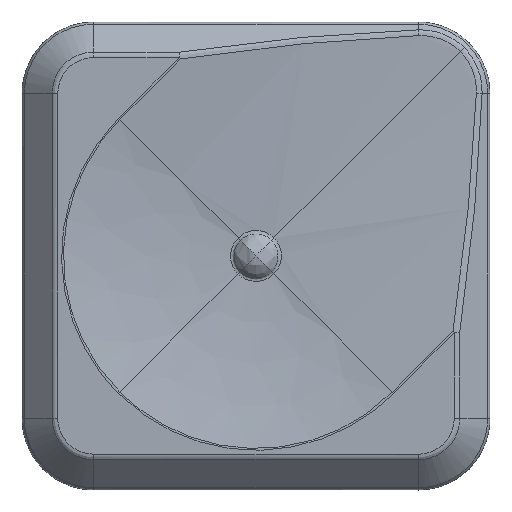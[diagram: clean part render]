
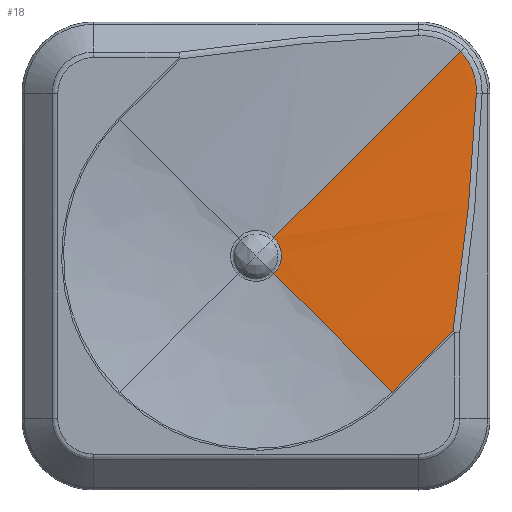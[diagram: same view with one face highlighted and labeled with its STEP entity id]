
A CAD part, top view. The second image highlights one B-rep face of the part: STEP entity #18.
In plain terms, the highlighted free-form (B-spline) face has degree [2, 1] with [3, 2] control points.
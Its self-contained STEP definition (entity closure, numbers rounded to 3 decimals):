
#18=ADVANCED_FACE('',(#120),#1437,.T.);
#120=FACE_OUTER_BOUND('',#222,.T.);
#222=EDGE_LOOP('',(#327,#328,#329,#330,#331,#332));
#327=ORIENTED_EDGE('',*,*,#790,.T.);
#328=ORIENTED_EDGE('',*,*,#789,.T.);
#329=ORIENTED_EDGE('',*,*,#788,.F.);
#330=ORIENTED_EDGE('',*,*,#787,.F.);
#331=ORIENTED_EDGE('',*,*,#791,.F.);
#332=ORIENTED_EDGE('',*,*,#800,.F.);
#787=EDGE_CURVE('',#1247,#1248,#1133,.T.);
#788=EDGE_CURVE('',#1248,#1249,#1134,.T.);
#789=EDGE_CURVE('',#1250,#1249,#1135,.T.);
#790=EDGE_CURVE('',#1251,#1250,#1136,.T.);
#791=EDGE_CURVE('',#1252,#1247,#1137,.T.);
#800=EDGE_CURVE('',#1251,#1252,#1019,.T.);
#1019=B_SPLINE_CURVE_WITH_KNOTS('',3,(#2666,#2667,#2668,#2669,#2670,#2671,
#2672,#2673,#2674,#2675),.UNSPECIFIED.,.F.,.F.,(4,2,2,2,4),(0.,0.358,
0.715,1.073,1.43),.UNSPECIFIED.);
#1133=(
BOUNDED_CURVE()
B_SPLINE_CURVE(3,(#2613,#2614,#2615,#2616,#2617),.UNSPECIFIED.,.F.,.F.)
B_SPLINE_CURVE_WITH_KNOTS((4,1,4),(-1.784,-0.89,
-0.007),.UNSPECIFIED.)
CURVE()
GEOMETRIC_REPRESENTATION_ITEM()
RATIONAL_B_SPLINE_CURVE((1.,1.,1.,1.,1.))
REPRESENTATION_ITEM('')
);
#1134=(
BOUNDED_CURVE()
B_SPLINE_CURVE(3,(#2618,#2619,#2620,#2621,#2622,#2623,#2624),
 .UNSPECIFIED.,.F.,.F.)
B_SPLINE_CURVE_WITH_KNOTS((4,3,4),(-8.515,-5.608,
0.775),.UNSPECIFIED.)
CURVE()
GEOMETRIC_REPRESENTATION_ITEM()
RATIONAL_B_SPLINE_CURVE((1.,1.,1.,1.,1.,1.,1.))
REPRESENTATION_ITEM('')
);
#1135=(
BOUNDED_CURVE()
B_SPLINE_CURVE(1,(#2625,#2626),.UNSPECIFIED.,.F.,.F.)
B_SPLINE_CURVE_WITH_KNOTS((2,2),(0.,3.306),.UNSPECIFIED.)
CURVE()
GEOMETRIC_REPRESENTATION_ITEM()
RATIONAL_B_SPLINE_CURVE((1.,1.))
REPRESENTATION_ITEM('')
);
#1136=(
BOUNDED_CURVE()
B_SPLINE_CURVE(2,(#2627,#2628,#2629),.UNSPECIFIED.,.F.,.F.)
B_SPLINE_CURVE_WITH_KNOTS((3,3),(-6.538,-0.092),
 .UNSPECIFIED.)
CURVE()
GEOMETRIC_REPRESENTATION_ITEM()
RATIONAL_B_SPLINE_CURVE((1.,1.,1.))
REPRESENTATION_ITEM('')
);
#1137=(
BOUNDED_CURVE()
B_SPLINE_CURVE(1,(#2630,#2631),.UNSPECIFIED.,.F.,.F.)
B_SPLINE_CURVE_WITH_KNOTS((2,2),(0.976,11.115),
 .UNSPECIFIED.)
CURVE()
GEOMETRIC_REPRESENTATION_ITEM()
RATIONAL_B_SPLINE_CURVE((1.,1.))
REPRESENTATION_ITEM('')
);
#1247=VERTEX_POINT('',#2480);
#1248=VERTEX_POINT('',#2481);
#1249=VERTEX_POINT('',#2482);
#1250=VERTEX_POINT('',#2483);
#1251=VERTEX_POINT('',#2484);
#1252=VERTEX_POINT('',#2485);
#1437=(
BOUNDED_SURFACE()
B_SPLINE_SURFACE(2,1,((#1614,#1615),(#1616,#1617),(#1618,#1619)),
 .UNSPECIFIED.,.F.,.F.,.F.)
B_SPLINE_SURFACE_WITH_KNOTS((3,3),(2,2),(-7.517,-0.092),
(0.,21.558),.UNSPECIFIED.)
GEOMETRIC_REPRESENTATION_ITEM()
RATIONAL_B_SPLINE_SURFACE(((1.,1.),(1.,1.),(1.,1.)))
REPRESENTATION_ITEM('')
SURFACE()
);
#1614=CARTESIAN_POINT('',(202.226,-25.147,8.55));
#1615=CARTESIAN_POINT('',(217.47,-9.904,8.55));
#1616=CARTESIAN_POINT('',(204.845,-27.767,8.55));
#1617=CARTESIAN_POINT('',(220.089,-12.523,8.55));
#1618=CARTESIAN_POINT('',(207.465,-30.386,9.442));
#1619=CARTESIAN_POINT('',(222.708,-15.142,9.442));
#2480=CARTESIAN_POINT('',(210.085,-17.288,8.55));
#2481=CARTESIAN_POINT('',(210.701,-18.887,8.59));
#2482=CARTESIAN_POINT('',(209.802,-28.049,9.442));
#2483=CARTESIAN_POINT('',(207.465,-30.386,9.442));
#2484=CARTESIAN_POINT('',(202.916,-25.838,8.565));
#2485=CARTESIAN_POINT('',(202.916,-24.457,8.55));
#2613=CARTESIAN_POINT('',(210.085,-17.288,8.55));
#2614=CARTESIAN_POINT('',(210.294,-17.496,8.55));
#2615=CARTESIAN_POINT('',(210.618,-18.001,8.559));
#2616=CARTESIAN_POINT('',(210.713,-18.594,8.58));
#2617=CARTESIAN_POINT('',(210.701,-18.887,8.59));
#2618=CARTESIAN_POINT('',(210.701,-18.887,8.59));
#2619=CARTESIAN_POINT('',(210.663,-19.85,8.623));
#2620=CARTESIAN_POINT('',(210.604,-20.812,8.676));
#2621=CARTESIAN_POINT('',(210.529,-21.772,8.747));
#2622=CARTESIAN_POINT('',(210.363,-23.879,8.903));
#2623=CARTESIAN_POINT('',(210.113,-25.973,9.141));
#2624=CARTESIAN_POINT('',(209.802,-28.049,9.442));
#2625=CARTESIAN_POINT('',(207.465,-30.386,9.442));
#2626=CARTESIAN_POINT('',(209.802,-28.049,9.442));
#2627=CARTESIAN_POINT('',(202.916,-25.838,8.565));
#2628=CARTESIAN_POINT('',(205.19,-28.112,8.668));
#2629=CARTESIAN_POINT('',(207.465,-30.386,9.442));
#2630=CARTESIAN_POINT('',(202.916,-24.457,8.55));
#2631=CARTESIAN_POINT('',(210.085,-17.288,8.55));
#2666=CARTESIAN_POINT('',(202.916,-25.838,8.565));
#2667=CARTESIAN_POINT('',(203.007,-25.747,8.565));
#2668=CARTESIAN_POINT('',(203.079,-25.639,8.565));
#2669=CARTESIAN_POINT('',(203.177,-25.403,8.562));
#2670=CARTESIAN_POINT('',(203.202,-25.275,8.56));
#2671=CARTESIAN_POINT('',(203.202,-25.02,8.556));
#2672=CARTESIAN_POINT('',(203.177,-24.892,8.554));
#2673=CARTESIAN_POINT('',(203.079,-24.656,8.551));
#2674=CARTESIAN_POINT('',(203.007,-24.547,8.55));
#2675=CARTESIAN_POINT('',(202.916,-24.457,8.55));
